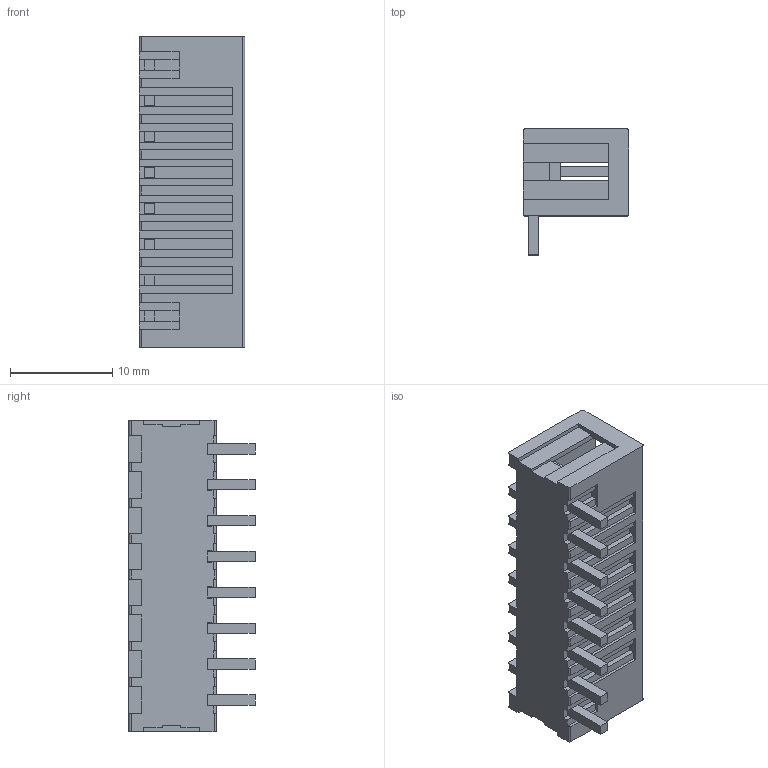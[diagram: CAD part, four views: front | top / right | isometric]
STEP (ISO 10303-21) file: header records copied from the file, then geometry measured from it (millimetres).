
FILE_DESCRIPTION(/* description */ ('STEP AP214'),/* implementation_level */ '2;1');
FILE_NAME(/* name */ '734-168',/* time_stamp */ '2024-10-25T09:59:16+02:00',/* author */ ('License CC BY-ND 4.0'),/* organization */ ('CADENAS'),/* preprocessor_version */ 'ST-DEVELOPER v19.3',/* originating_system */ 'PARTsolutions',/* authorisation */ ' ');
FILE_SCHEMA (('AUTOMOTIVE_DESIGN {1 0 10303 214 3 1 1}'));
Length unit declared in the file: millimetre
Products named in the file (1): 734-168
Bounding box: 10.3 x 12.3 x 30.4 mm (x, y, z)
Volume: 1373 mm3; surface area: 2545.6 mm2
Topology: 1 solids, 1 shells, 274 faces, 753 edges, 502 vertices
Faces by surface type: plane 254, cylinder 20
Entity records: 10507 total; most frequent: CARTESIAN_POINT 1530, ORIENTED_EDGE 1506, DIRECTION 1343, EDGE_CURVE 753, LINE 713, VECTOR 713, VERTEX_POINT 502, AXIS2_PLACEMENT_3D 315
